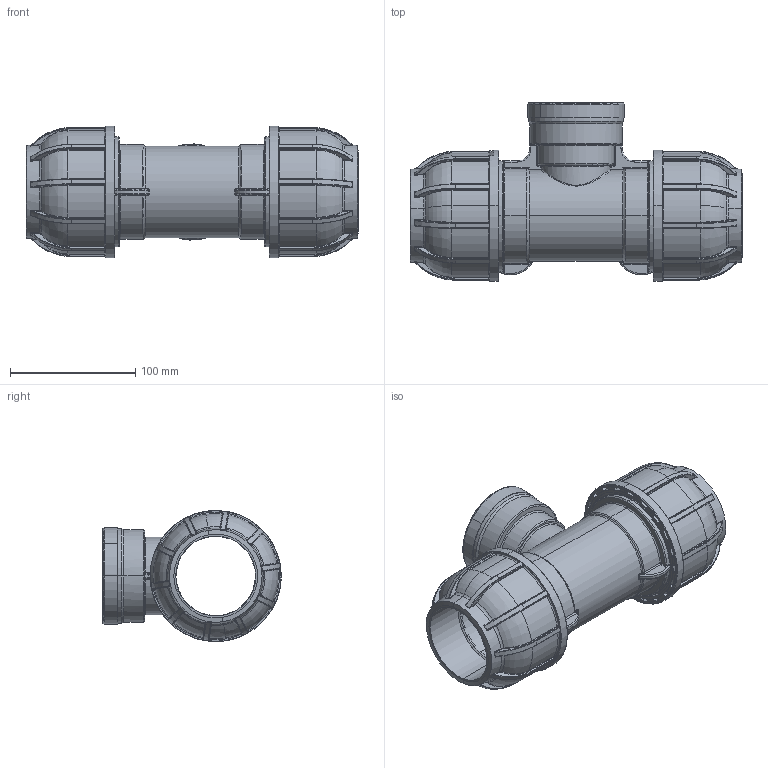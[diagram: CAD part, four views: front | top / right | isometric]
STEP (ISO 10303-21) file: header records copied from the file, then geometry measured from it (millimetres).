
FILE_DESCRIPTION (( 'STEP AP203' ), '1' );
FILE_NAME ('R215.063.002.step', '2013-11-19T09:24:10', ( 'Alusic' ), ( 'Alusic' ), 'SwSTEP 2.0', 'SolidWorks 2011', '' );
FILE_SCHEMA (( 'CONFIG_CONTROL_DESIGN' ));
Length unit declared in the file: millimetre
Products named in the file (1): R215.063.002
Bounding box: 265.6 x 142.99 x 104.99 mm (x, y, z)
Surface area: 187943 mm2 (no closed solid volume)
Topology: 0 solids, 71 shells, 1231 faces, 4017 edges, 2678 vertices
Faces by surface type: cylinder 359, bspline 291, torus 272, plane 260, sphere 25, cone 24
Entity records: 63902 total; most frequent: CARTESIAN_POINT 32484, ORIENTED_EDGE 6292, DIRECTION 6198, EDGE_CURVE 4009, VERTEX_POINT 2678, AXIS2_PLACEMENT_3D 2619, CIRCLE 1678, EDGE_LOOP 1241
